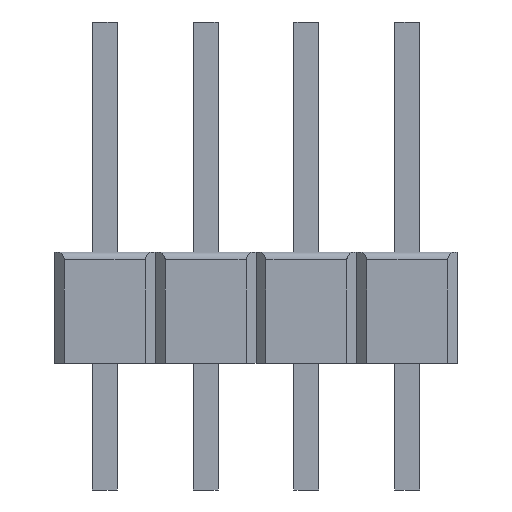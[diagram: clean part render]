
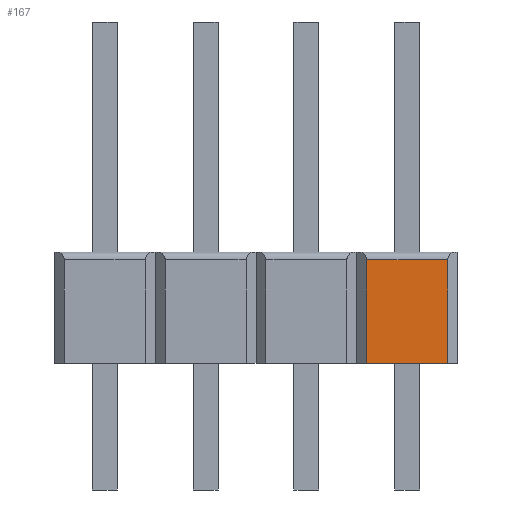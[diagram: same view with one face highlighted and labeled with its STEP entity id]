
A CAD part, front view. The second image highlights one B-rep face of the part: STEP entity #167.
In plain terms, the highlighted planar face has unit normal (0, -1, 0).
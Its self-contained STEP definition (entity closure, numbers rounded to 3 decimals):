
#167=ADVANCED_FACE('',(#441),#442,.T.);
#441=FACE_OUTER_BOUND('',#729,.T.);
#442=PLANE('',#730);
#729=EDGE_LOOP('',(#1759,#1760,#1761,#1762));
#730=AXIS2_PLACEMENT_3D('',#1763,#1764,#1765);
#1759=ORIENTED_EDGE('',*,*,#2193,.T.);
#1760=ORIENTED_EDGE('',*,*,#2219,.F.);
#1761=ORIENTED_EDGE('',*,*,#2206,.F.);
#1762=ORIENTED_EDGE('',*,*,#2218,.T.);
#1763=CARTESIAN_POINT('',(-5.08,-2.5,-0.2));
#1764=DIRECTION('',(0.0,-1.0,0.0));
#1765=DIRECTION('',(0.0,0.0,-1.0));
#2193=EDGE_CURVE('',#2765,#2763,#2766,.T.);
#2206=EDGE_CURVE('',#2789,#2790,#2791,.T.);
#2218=EDGE_CURVE('',#2789,#2765,#2808,.T.);
#2219=EDGE_CURVE('',#2790,#2763,#2809,.T.);
#2763=VERTEX_POINT('',#3718);
#2765=VERTEX_POINT('',#3721);
#2766=LINE('',#3722,#3723);
#2789=VERTEX_POINT('',#3764);
#2790=VERTEX_POINT('',#3765);
#2791=LINE('',#3766,#3767);
#2808=LINE('',#3837,#3838);
#2809=LINE('',#3839,#3840);
#3718=CARTESIAN_POINT('',(4.83,-2.5,-2.8));
#3721=CARTESIAN_POINT('',(2.79,-2.5,-2.8));
#3722=CARTESIAN_POINT('',(2.79,-2.5,-2.8));
#3723=VECTOR('',#4169,2.04);
#3764=CARTESIAN_POINT('',(2.79,-2.5,-0.2));
#3765=CARTESIAN_POINT('',(4.83,-2.5,-0.2));
#3766=CARTESIAN_POINT('',(2.79,-2.5,-0.2));
#3767=VECTOR('',#4181,2.04);
#3837=CARTESIAN_POINT('',(2.79,-2.5,-0.2));
#3838=VECTOR('',#4186,2.6);
#3839=CARTESIAN_POINT('',(4.83,-2.5,-0.2));
#3840=VECTOR('',#4187,2.6);
#4169=DIRECTION('',(1.0,0.0,0.0));
#4181=DIRECTION('',(1.0,0.0,0.0));
#4186=DIRECTION('',(0.0,0.0,-1.0));
#4187=DIRECTION('',(0.0,0.0,-1.0));
